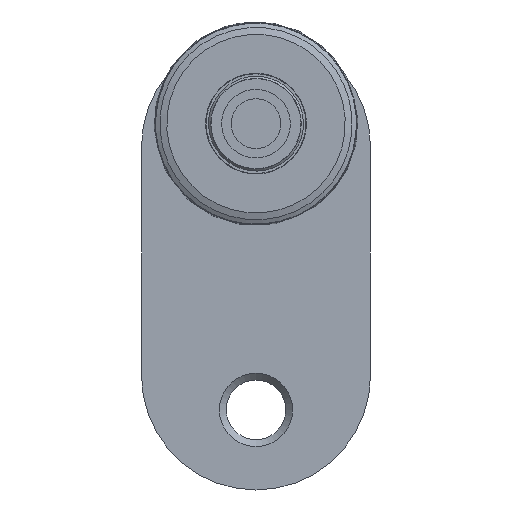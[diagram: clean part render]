
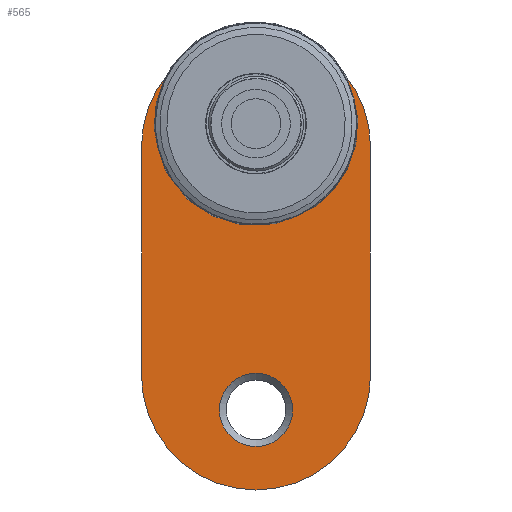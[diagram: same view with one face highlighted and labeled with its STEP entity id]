
A CAD part, front view. The second image highlights one B-rep face of the part: STEP entity #565.
In plain terms, the highlighted face is planar.
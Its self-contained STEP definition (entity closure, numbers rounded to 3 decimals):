
#565=ADVANCED_FACE('NONE',(#934,#935,#936),#937,.T.);
#934=FACE_OUTER_BOUND('',#1322,.T.);
#935=FACE_BOUND('',#1323,.T.);
#936=FACE_BOUND('',#1324,.T.);
#937=PLANE('',#1325);
#1322=EDGE_LOOP('',(#1685,#1686,#1687,#1688));
#1323=EDGE_LOOP('',(#1689));
#1324=EDGE_LOOP('',(#1690));
#1325=AXIS2_PLACEMENT_3D('',#1691,#1692,#1693);
#1685=ORIENTED_EDGE('',*,*,#2099,.T.);
#1686=ORIENTED_EDGE('',*,*,#2100,.T.);
#1687=ORIENTED_EDGE('',*,*,#2101,.T.);
#1688=ORIENTED_EDGE('',*,*,#2102,.T.);
#1689=ORIENTED_EDGE('',*,*,#2103,.T.);
#1690=ORIENTED_EDGE('',*,*,#2104,.F.);
#1691=CARTESIAN_POINT('',(-10.,0.,7.5));
#1692=DIRECTION('',(0.,0.,1.));
#1693=DIRECTION('',(1.,0.,0.));
#2099=EDGE_CURVE('NONE',#2302,#2303,#2304,.T.);
#2100=EDGE_CURVE('NONE',#2303,#2305,#2306,.T.);
#2101=EDGE_CURVE('NONE',#2305,#2307,#2308,.T.);
#2102=EDGE_CURVE('NONE',#2307,#2302,#2309,.T.);
#2103=EDGE_CURVE('NONE',#2310,#2310,#2311,.T.);
#2104=EDGE_CURVE('NONE',#2312,#2312,#2313,.T.);
#2302=VERTEX_POINT('NONE',#2550);
#2303=VERTEX_POINT('NONE',#2551);
#2304=CIRCLE('',#2552,50.);
#2305=VERTEX_POINT('NONE',#2553);
#2306=LINE('',#2554,#2555);
#2307=VERTEX_POINT('NONE',#2556);
#2308=CIRCLE('',#2557,50.);
#2309=LINE('',#2558,#2559);
#2310=VERTEX_POINT('',#2560);
#2311=CIRCLE('',#2561,16.);
#2312=VERTEX_POINT('',#2562);
#2313=CIRCLE('',#2563,10.05);
#2550=CARTESIAN_POINT('',(-10.,-50.,7.5));
#2551=CARTESIAN_POINT('',(-10.,50.,7.5));
#2552=AXIS2_PLACEMENT_3D('',#2818,#2819,#2820);
#2553=CARTESIAN_POINT('',(-110.,50.,7.5));
#2554=CARTESIAN_POINT('',(-10.,50.,7.5));
#2555=VECTOR('',#2821,1.);
#2556=CARTESIAN_POINT('',(-110.,-50.,7.5));
#2557=AXIS2_PLACEMENT_3D('',#2822,#2823,#2824);
#2558=CARTESIAN_POINT('',(-10.,-50.,7.5));
#2559=VECTOR('',#2825,1.);
#2560=CARTESIAN_POINT('',(-109.,0.,7.5));
#2561=AXIS2_PLACEMENT_3D('',#2826,#2827,#2828);
#2562=CARTESIAN_POINT('',(10.05,0.,7.5));
#2563=AXIS2_PLACEMENT_3D('',#2829,#2830,#2831);
#2818=CARTESIAN_POINT('',(-10.,0.,7.5));
#2819=DIRECTION('',(0.,0.,1.));
#2820=DIRECTION('',(1.,0.,0.));
#2821=DIRECTION('',(-1.,0.,0.));
#2822=CARTESIAN_POINT('',(-110.,0.,7.5));
#2823=DIRECTION('',(0.,0.,1.));
#2824=DIRECTION('',(1.,0.,0.));
#2825=DIRECTION('',(1.,0.,0.));
#2826=CARTESIAN_POINT('',(-125.,0.,7.5));
#2827=DIRECTION('',(0.,0.,-1.));
#2828=DIRECTION('',(1.,0.,0.));
#2829=CARTESIAN_POINT('',(0.,0.,7.5));
#2830=DIRECTION('',(0.,0.,1.));
#2831=DIRECTION('',(1.,0.,0.));
